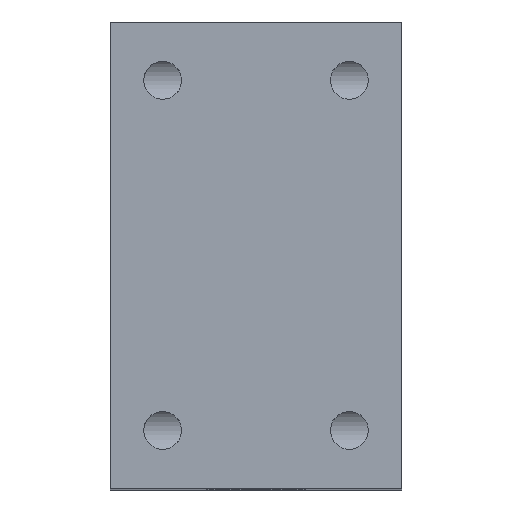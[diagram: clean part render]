
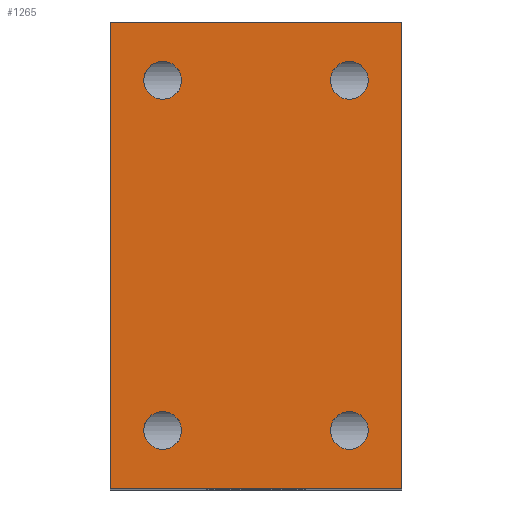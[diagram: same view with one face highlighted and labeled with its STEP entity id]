
A CAD part, top view. The second image highlights one B-rep face of the part: STEP entity #1265.
In plain terms, the highlighted planar face has unit normal (0, 0, 1).
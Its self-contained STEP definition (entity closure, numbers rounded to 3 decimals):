
#520 = EDGE_CURVE ( 'NONE', #4984, #4984, #4206, .T. ) ;
#525 = EDGE_CURVE ( 'NONE', #4994, #4994, #4210, .T. ) ;
#526 = EDGE_CURVE ( 'NONE', #5256, #5257, #4204, .T. ) ;
#527 = EDGE_CURVE ( 'NONE', #4996, #4996, #4213, .T. ) ;
#529 = EDGE_CURVE ( 'NONE', #4998, #4998, #4215, .T. ) ;
#1265 = ADVANCED_FACE ( 'NONE', ( #4541, #4539, #4543, #4545, #4542 ), #3978, .T. ) ;
#1346 = EDGE_CURVE ( 'NONE', #5168, #5256, #4702, .T. ) ;
#1347 = EDGE_CURVE ( 'NONE', #5285, #5257, #4705, .T. ) ;
#1348 = EDGE_CURVE ( 'NONE', #5168, #5285, #4711, .T. ) ;
#1351 = AXIS2_PLACEMENT_3D ( 'NONE', #3130, #3182, #3183 ) ;
#1356 = AXIS2_PLACEMENT_3D ( 'NONE', #3068, #3070, #3071 ) ;
#1357 = AXIS2_PLACEMENT_3D ( 'NONE', #3184, #3193, #3194 ) ;
#1359 = AXIS2_PLACEMENT_3D ( 'NONE', #3131, #3187, #3188 ) ;
#1526 = AXIS2_PLACEMENT_3D ( 'NONE', #3977, #3982, #3983 ) ;
#1897 = ORIENTED_EDGE ( 'NONE', *, *, #1348, .F. ) ;
#1898 = ORIENTED_EDGE ( 'NONE', *, *, #1346, .T. ) ;
#1899 = ORIENTED_EDGE ( 'NONE', *, *, #526, .T. ) ;
#1900 = ORIENTED_EDGE ( 'NONE', *, *, #1347, .F. ) ;
#1901 = ORIENTED_EDGE ( 'NONE', *, *, #529, .T. ) ;
#1902 = ORIENTED_EDGE ( 'NONE', *, *, #527, .T. ) ;
#1903 = ORIENTED_EDGE ( 'NONE', *, *, #525, .T. ) ;
#1904 = ORIENTED_EDGE ( 'NONE', *, *, #520, .T. ) ;
#2242 = EDGE_LOOP ( 'NONE', ( #1897, #1898, #1899, #1900 ) ) ;
#2244 = EDGE_LOOP ( 'NONE', ( #1904 ) ) ;
#2258 = EDGE_LOOP ( 'NONE', ( #1901 ) ) ;
#2367 = EDGE_LOOP ( 'NONE', ( #1903 ) ) ;
#2368 = EDGE_LOOP ( 'NONE', ( #1902 ) ) ;
#3068 = CARTESIAN_POINT ( 'NONE',  ( 8., -15., 62. ) ) ;
#3070 = DIRECTION ( 'NONE',  ( 0., 0., -1. ) ) ;
#3071 = DIRECTION ( 'NONE',  ( 1., 0., 0. ) ) ;
#3130 = CARTESIAN_POINT ( 'NONE',  ( -8., 15., 62. ) ) ;
#3131 = CARTESIAN_POINT ( 'NONE',  ( 8., 15., 62. ) ) ;
#3182 = DIRECTION ( 'NONE',  ( 0., 0., -1. ) ) ;
#3183 = DIRECTION ( 'NONE',  ( 1., 0., 0. ) ) ;
#3184 = CARTESIAN_POINT ( 'NONE',  ( -8., -15., 62. ) ) ;
#3185 = CARTESIAN_POINT ( 'NONE',  ( -12.5, 0., 62. ) ) ;
#3186 = DIRECTION ( 'NONE',  ( 0., -1., 0. ) ) ;
#3187 = DIRECTION ( 'NONE',  ( 0., 0., -1. ) ) ;
#3188 = DIRECTION ( 'NONE',  ( 1., 0., 0. ) ) ;
#3193 = DIRECTION ( 'NONE',  ( 0., 0., -1. ) ) ;
#3194 = DIRECTION ( 'NONE',  ( 1., 0., 0. ) ) ;
#3977 = CARTESIAN_POINT ( 'NONE',  ( 0., 0., 62. ) ) ;
#3978 = PLANE ( 'NONE',  #1526 ) ;
#3982 = DIRECTION ( 'NONE',  ( 0., 0., 1. ) ) ;
#3983 = DIRECTION ( 'NONE',  ( 1., 0., 0. ) ) ;
#4152 = CARTESIAN_POINT ( 'NONE',  ( 0., 20., 62. ) ) ;
#4153 = DIRECTION ( 'NONE',  ( -1., 0., 0. ) ) ;
#4155 = CARTESIAN_POINT ( 'NONE',  ( 12.5, -20., 62. ) ) ;
#4156 = DIRECTION ( 'NONE',  ( -1., 0., 0. ) ) ;
#4157 = CARTESIAN_POINT ( 'NONE',  ( 12.5, 20., 62. ) ) ;
#4158 = DIRECTION ( 'NONE',  ( 0., -1., 0. ) ) ;
#4204 = LINE ( 'NONE', #3185, #4209 ) ;
#4206 = CIRCLE ( 'NONE', #1356, 1.621 ) ;
#4209 = VECTOR ( 'NONE', #3186, 1000. ) ;
#4210 = CIRCLE ( 'NONE', #1351, 1.621 ) ;
#4213 = CIRCLE ( 'NONE', #1359, 1.621 ) ;
#4215 = CIRCLE ( 'NONE', #1357, 1.621 ) ;
#4539 = FACE_BOUND ( 'NONE', #2258, .T. ) ;
#4541 = FACE_OUTER_BOUND ( 'NONE', #2242, .T. ) ;
#4542 = FACE_BOUND ( 'NONE', #2244, .T. ) ;
#4543 = FACE_BOUND ( 'NONE', #2368, .T. ) ;
#4545 = FACE_BOUND ( 'NONE', #2367, .T. ) ;
#4702 = LINE ( 'NONE', #4152, #4708 ) ;
#4705 = LINE ( 'NONE', #4155, #4710 ) ;
#4708 = VECTOR ( 'NONE', #4153, 1000. ) ;
#4710 = VECTOR ( 'NONE', #4156, 1000. ) ;
#4711 = LINE ( 'NONE', #4157, #4712 ) ;
#4712 = VECTOR ( 'NONE', #4158, 1000. ) ;
#4832 = CARTESIAN_POINT ( 'NONE',  ( 12.5, 20., 62. ) ) ;
#4916 = CARTESIAN_POINT ( 'NONE',  ( -12.5, 20., 62. ) ) ;
#4917 = CARTESIAN_POINT ( 'NONE',  ( -12.5, -20., 62. ) ) ;
#4945 = CARTESIAN_POINT ( 'NONE',  ( 12.5, -20., 62. ) ) ;
#4984 = VERTEX_POINT ( 'NONE', #4985 ) ;
#4985 = CARTESIAN_POINT ( 'NONE',  ( 9.621, -15., 62. ) ) ;
#4994 = VERTEX_POINT ( 'NONE', #4995 ) ;
#4995 = CARTESIAN_POINT ( 'NONE',  ( -6.379, 15., 62. ) ) ;
#4996 = VERTEX_POINT ( 'NONE', #4997 ) ;
#4997 = CARTESIAN_POINT ( 'NONE',  ( 9.621, 15., 62. ) ) ;
#4998 = VERTEX_POINT ( 'NONE', #4999 ) ;
#4999 = CARTESIAN_POINT ( 'NONE',  ( -6.379, -15., 62. ) ) ;
#5168 = VERTEX_POINT ( 'NONE', #4832 ) ;
#5256 = VERTEX_POINT ( 'NONE', #4916 ) ;
#5257 = VERTEX_POINT ( 'NONE', #4917 ) ;
#5285 = VERTEX_POINT ( 'NONE', #4945 ) ;
